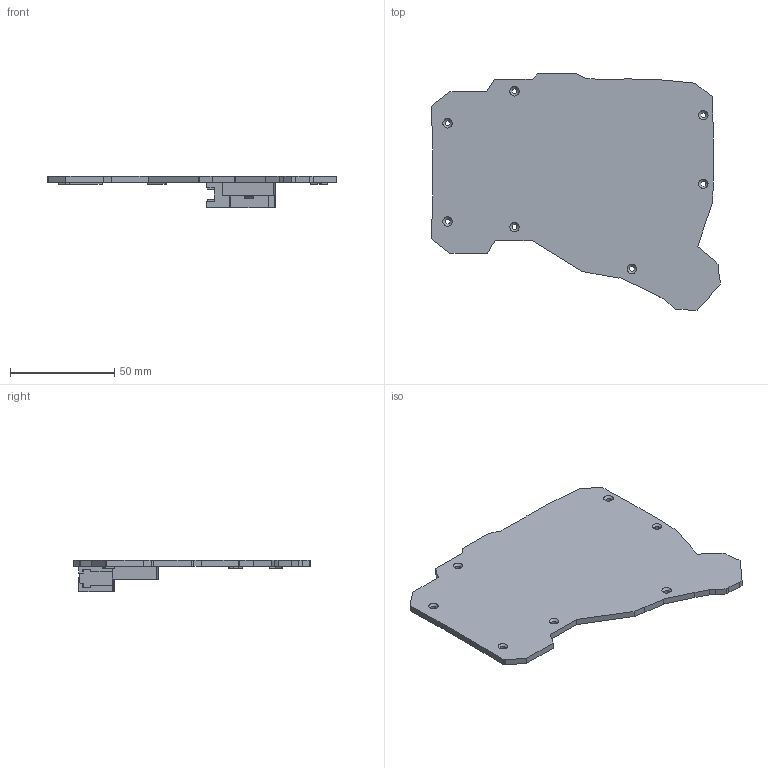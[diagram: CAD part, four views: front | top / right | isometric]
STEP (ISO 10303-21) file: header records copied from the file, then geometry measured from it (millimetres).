
FILE_DESCRIPTION(('STEP AP242'), '1');
FILE_NAME('minidox dactyl general plate', '', ('UNSPECIFIED'), ('UNSPECIFIED'), 'C3D Converter', 'C3D Toolkit', '');
FILE_SCHEMA(('AP242_MANAGED_MODEL_BASED_3D_ENGINEERING_MIM_LF { 1 0 10303 442 1 1 4 }'));
Length unit declared in the file: millimetre
Products named in the file (1): minidox dactyl general plate-02
Bounding box: 138.88 x 114.03 x 15.3 mm (x, y, z)
Volume: 39932.2 mm3; surface area: 28315 mm2
Topology: 1 solids, 1 shells, 183 faces, 522 edges, 345 vertices
Faces by surface type: plane 164, cylinder 12, cone 7
Full cylindrical faces by diameter (mm): 2 x1, 2.499 x1, 2.5 x6
Entity records: 5860 total; most frequent: CARTESIAN_POINT 1044, ORIENTED_EDGE 1014, DIRECTION 904, EDGE_CURVE 507, LINE 474, VECTOR 474, VERTEX_POINT 347, EDGE_LOOP 220
